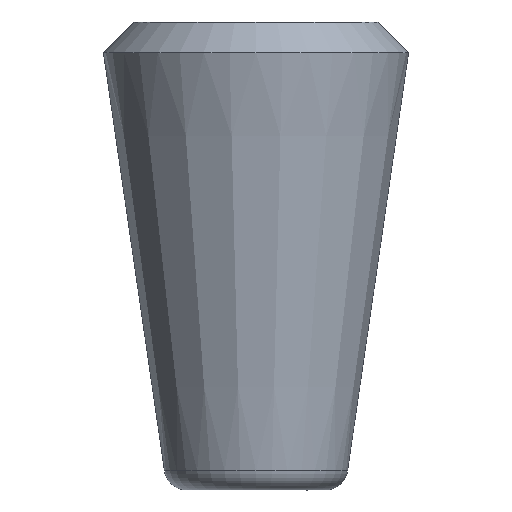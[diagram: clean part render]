
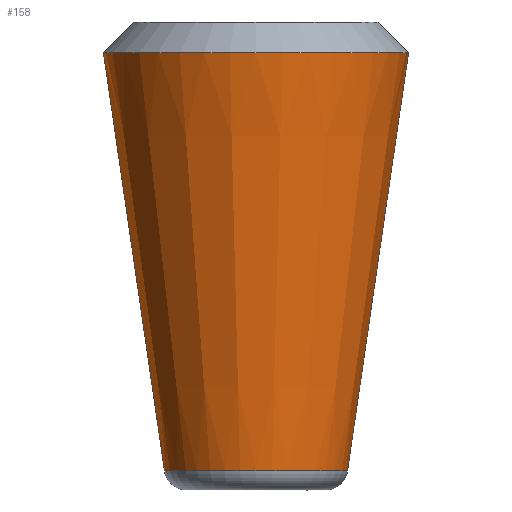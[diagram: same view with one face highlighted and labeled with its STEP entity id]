
A CAD part, front view. The second image highlights one B-rep face of the part: STEP entity #158.
In plain terms, the highlighted conical face has half-angle 8.302 degrees and reference radius 12 mm.
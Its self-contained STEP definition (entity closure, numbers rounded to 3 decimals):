
#90=VERTEX_POINT('',#228);
#106=VERTEX_POINT('',#246);
#128=EDGE_CURVE('',#90,#136,#271,.T.);
#132=EDGE_CURVE('',#136,#134,#275,.T.);
#134=VERTEX_POINT('',#277);
#136=VERTEX_POINT('',#279);
#152=EDGE_CURVE('',#106,#90,#297,.T.);
#158=ADVANCED_FACE('',(#303),#304,.T.);
#184=EDGE_CURVE('',#106,#134,#334,.T.);
#228=CARTESIAN_POINT('',(9.,0.,1.882));
#246=CARTESIAN_POINT('',(15.0,0.,43.0));
#271=CIRCLE('',#425,9.0);
#275=LINE('',#432,#433);
#277=CARTESIAN_POINT('',(-15.0,0.,43.0));
#279=CARTESIAN_POINT('',(-9.,0.,1.882));
#297=LINE('',#461,#462);
#303=FACE_OUTER_BOUND('',#471,.T.);
#304=CONICAL_SURFACE('',#472,12.0,0.145);
#334=CIRCLE('',#508,15.0);
#425=AXIS2_PLACEMENT_3D('',#608,#609,#610);
#432=CARTESIAN_POINT('',(-12.0,0.,22.441));
#433=VECTOR('',#612,1.0);
#461=CARTESIAN_POINT('',(12.0,0.,22.441));
#462=VECTOR('',#634,1.0);
#471=EDGE_LOOP('',(#640,#641,#642,#643));
#472=AXIS2_PLACEMENT_3D('',#644,#645,#646);
#508=AXIS2_PLACEMENT_3D('',#689,#690,#691);
#608=CARTESIAN_POINT('',(0.,0.,1.882));
#609=DIRECTION('',(0.0,0.0,-1.0));
#610=DIRECTION('',(1.0,0.,0.0));
#612=DIRECTION('',(-0.144,0.,0.99));
#634=DIRECTION('',(-0.144,0.,-0.99));
#640=ORIENTED_EDGE('',*,*,#152,.F.);
#641=ORIENTED_EDGE('',*,*,#184,.T.);
#642=ORIENTED_EDGE('',*,*,#132,.F.);
#643=ORIENTED_EDGE('',*,*,#128,.F.);
#644=CARTESIAN_POINT('',(0.,0.,22.441));
#645=DIRECTION('',(-0.0,-0.0,1.0));
#646=DIRECTION('',(1.0,0.,0.0));
#689=CARTESIAN_POINT('',(0.,0.,43.0));
#690=DIRECTION('',(0.0,0.0,-1.0));
#691=DIRECTION('',(1.0,0.,0.0));
